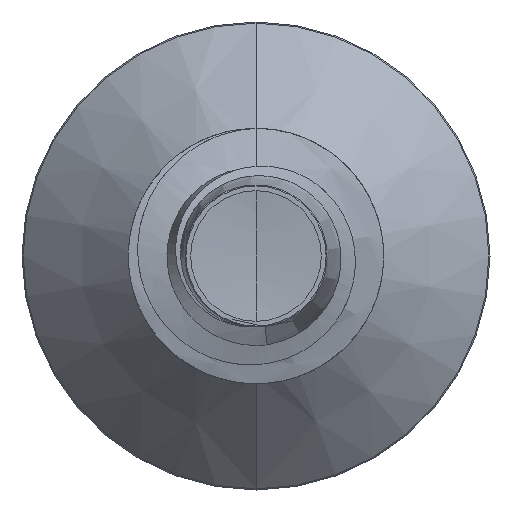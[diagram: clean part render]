
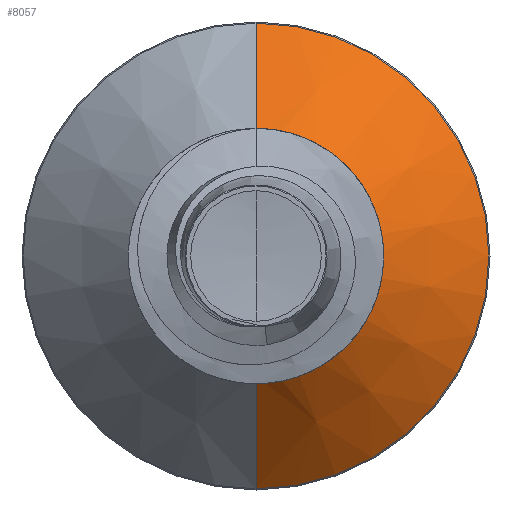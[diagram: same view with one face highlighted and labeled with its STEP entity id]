
A CAD part, front view. The second image highlights one B-rep face of the part: STEP entity #8057.
In plain terms, the highlighted conical face has half-angle 45 degrees and reference radius 1.414 mm.
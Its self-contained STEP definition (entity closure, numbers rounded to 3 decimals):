
#136 = AXIS2_PLACEMENT_3D ( 'NONE', #6179, #5894, #6199 ) ;
#468 = VERTEX_POINT ( 'NONE', #2050 ) ;
#535 = FACE_OUTER_BOUND ( 'NONE', #12271, .T. ) ;
#559 = DIRECTION ( 'NONE',  ( 0., 1., 0. ) ) ;
#847 = EDGE_CURVE ( 'NONE', #15664, #9094, #7577, .T. ) ;
#1059 = CARTESIAN_POINT ( 'NONE',  ( 0., 11.937, -2.737 ) ) ;
#2050 = CARTESIAN_POINT ( 'NONE',  ( 0., 10.614, 1.414 ) ) ;
#2585 = ORIENTED_EDGE ( 'NONE', *, *, #13637, .F. ) ;
#2675 = CIRCLE ( 'NONE', #12407, 2.737 ) ;
#2845 = ORIENTED_EDGE ( 'NONE', *, *, #12920, .F. ) ;
#2928 = ORIENTED_EDGE ( 'NONE', *, *, #847, .T. ) ;
#3296 = ORIENTED_EDGE ( 'NONE', *, *, #15153, .T. ) ;
#5894 = DIRECTION ( 'NONE',  ( 0., 1., 0. ) ) ;
#6179 = CARTESIAN_POINT ( 'NONE',  ( 0., 10.614, 0. ) ) ;
#6199 = DIRECTION ( 'NONE',  ( 0., 0., 1. ) ) ;
#7577 = LINE ( 'NONE', #14871, #7778 ) ;
#7778 = VECTOR ( 'NONE', #13508, 1000. ) ;
#7894 = CARTESIAN_POINT ( 'NONE',  ( 0., 11.937, 0. ) ) ;
#8057 = ADVANCED_FACE ( 'NONE', ( #535 ), #9250, .T. ) ;
#8943 = CARTESIAN_POINT ( 'NONE',  ( 0., 11.937, 2.737 ) ) ;
#9041 = CARTESIAN_POINT ( 'NONE',  ( 0., 10.614, -1.414 ) ) ;
#9094 = VERTEX_POINT ( 'NONE', #1059 ) ;
#9139 = DIRECTION ( 'NONE',  ( 0., 0., 1. ) ) ;
#9250 = CONICAL_SURFACE ( 'NONE', #136, 1.414, 0.785 ) ;
#9398 = LINE ( 'NONE', #11840, #14919 ) ;
#9587 = AXIS2_PLACEMENT_3D ( 'NONE', #9713, #559, #10883 ) ;
#9713 = CARTESIAN_POINT ( 'NONE',  ( 0., 10.614, 0. ) ) ;
#10883 = DIRECTION ( 'NONE',  ( 0., 0., 1. ) ) ;
#11031 = CIRCLE ( 'NONE', #9587, 1.414 ) ;
#11840 = CARTESIAN_POINT ( 'NONE',  ( 0., 10.614, 1.414 ) ) ;
#12158 = VERTEX_POINT ( 'NONE', #8943 ) ;
#12271 = EDGE_LOOP ( 'NONE', ( #3296, #2928, #2845, #2585 ) ) ;
#12407 = AXIS2_PLACEMENT_3D ( 'NONE', #7894, #15264, #9139 ) ;
#12920 = EDGE_CURVE ( 'NONE', #12158, #9094, #2675, .T. ) ;
#13508 = DIRECTION ( 'NONE',  ( 0., 0.707, -0.707 ) ) ;
#13637 = EDGE_CURVE ( 'NONE', #468, #12158, #9398, .T. ) ;
#13879 = DIRECTION ( 'NONE',  ( 0., 0.707, 0.707 ) ) ;
#14871 = CARTESIAN_POINT ( 'NONE',  ( 0., 10.614, -1.414 ) ) ;
#14919 = VECTOR ( 'NONE', #13879, 1000. ) ;
#15153 = EDGE_CURVE ( 'NONE', #468, #15664, #11031, .T. ) ;
#15264 = DIRECTION ( 'NONE',  ( 0., 1., 0. ) ) ;
#15664 = VERTEX_POINT ( 'NONE', #9041 ) ;
